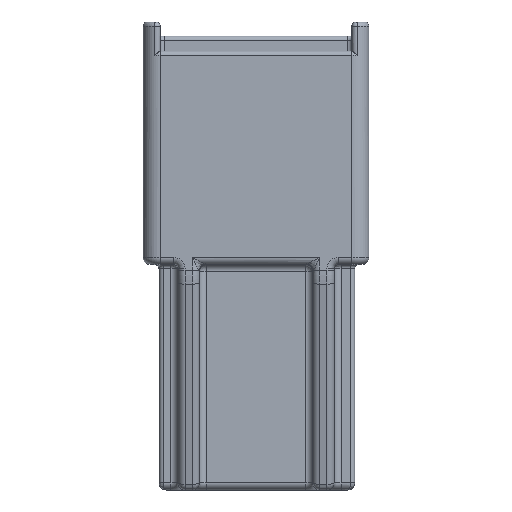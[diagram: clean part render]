
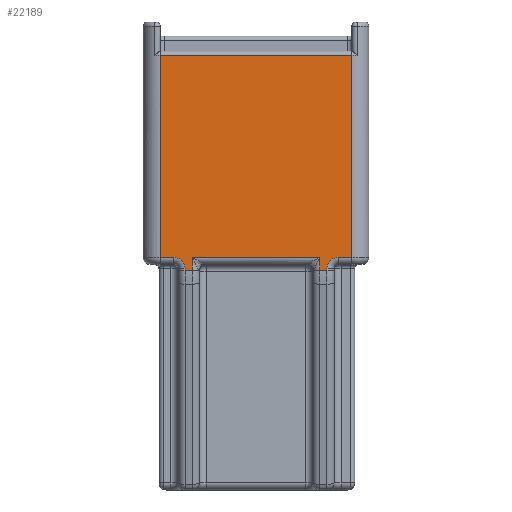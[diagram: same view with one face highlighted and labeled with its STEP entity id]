
A CAD part, front view. The second image highlights one B-rep face of the part: STEP entity #22189.
In plain terms, the highlighted planar face has unit normal (0, -1, 0).
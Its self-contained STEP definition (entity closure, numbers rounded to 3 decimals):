
#3947=DIRECTION('',(1.,0.,0.));
#3948=VECTOR('',#3947,0.962);
#3949=CARTESIAN_POINT('',(-2.425,-6.5,-1.1));
#3950=LINE('',#3949,#3948);
#3956=DIRECTION('',(1.,0.,0.));
#3957=VECTOR('',#3956,0.962);
#3958=CARTESIAN_POINT('',(10.138,-6.5,-1.1));
#3959=LINE('',#3958,#3957);
#3977=CARTESIAN_POINT('',(-0.163,-6.5,-1.1));
#3979=DIRECTION('',(1.,0.,0.));
#3980=VECTOR('',#3979,9.);
#3981=CARTESIAN_POINT('',(-0.163,-6.5,-1.1));
#3982=LINE('',#3981,#3980);
#4010=CARTESIAN_POINT('',(-1.463,-6.5,-1.9));
#4011=DIRECTION('',(0.,1.,0.));
#4012=DIRECTION('',(0.,0.,1.));
#4013=AXIS2_PLACEMENT_3D('',#4010,#4011,#4012);
#4020=DIRECTION('',(0.,0.,1.));
#4021=VECTOR('',#4020,0.905);
#4022=CARTESIAN_POINT('',(-0.163,-6.5,-2.005));
#4023=LINE('',#4022,#4021);
#4024=DIRECTION('',(1.,0.,0.));
#4025=VECTOR('',#4024,0.5);
#4026=CARTESIAN_POINT('',(-0.663,-6.5,-2.005));
#4027=LINE('',#4026,#4025);
#4028=DIRECTION('',(0.,0.,-1.));
#4029=VECTOR('',#4028,0.105);
#4030=CARTESIAN_POINT('',(-0.663,-6.5,-1.9));
#4031=LINE('',#4030,#4029);
#4032=DIRECTION('',(0.,0.,-1.));
#4033=VECTOR('',#4032,14.25);
#4034=CARTESIAN_POINT('',(-2.425,-6.5,13.15));
#4035=LINE('',#4034,#4033);
#4036=DIRECTION('',(-1.,0.,0.));
#4037=VECTOR('',#4036,13.525);
#4038=CARTESIAN_POINT('',(11.1,-6.5,13.15));
#4039=LINE('',#4038,#4037);
#4040=DIRECTION('',(0.,0.,-1.));
#4041=VECTOR('',#4040,14.25);
#4042=CARTESIAN_POINT('',(11.1,-6.5,13.15));
#4043=LINE('',#4042,#4041);
#4044=DIRECTION('',(0.,0.,1.));
#4045=VECTOR('',#4044,0.105);
#4046=CARTESIAN_POINT('',(9.338,-6.5,-2.005));
#4047=LINE('',#4046,#4045);
#4048=DIRECTION('',(1.,0.,0.));
#4049=VECTOR('',#4048,0.5);
#4050=CARTESIAN_POINT('',(8.838,-6.5,-2.005));
#4051=LINE('',#4050,#4049);
#4052=DIRECTION('',(0.,0.,-1.));
#4053=VECTOR('',#4052,0.905);
#4054=CARTESIAN_POINT('',(8.838,-6.5,-1.1));
#4055=LINE('',#4054,#4053);
#4485=CARTESIAN_POINT('',(8.838,-6.5,-1.1));
#4535=CARTESIAN_POINT('',(10.138,-6.5,-1.9));
#4536=DIRECTION('',(0.,1.,0.));
#4537=DIRECTION('',(-1.,0.,0.));
#4538=AXIS2_PLACEMENT_3D('',#4535,#4536,#4537);
#13385=CARTESIAN_POINT('',(-2.425,-6.5,-1.1));
#13386=VERTEX_POINT('',#13385);
#13392=CARTESIAN_POINT('',(11.1,-6.5,-1.1));
#13394=VERTEX_POINT('',#13392);
#13417=CARTESIAN_POINT('',(-0.663,-6.5,-2.005));
#13418=VERTEX_POINT('',#13417);
#13422=CARTESIAN_POINT('',(-0.163,-6.5,-2.005));
#13424=VERTEX_POINT('',#13422);
#13443=CARTESIAN_POINT('',(8.838,-6.5,-2.005));
#13444=VERTEX_POINT('',#13443);
#13446=CARTESIAN_POINT('',(9.338,-6.5,-2.005));
#13448=VERTEX_POINT('',#13446);
#13767=CARTESIAN_POINT('',(-1.463,-6.5,-1.1));
#13768=VERTEX_POINT('',#13767);
#13769=CARTESIAN_POINT('',(-0.663,-6.5,-1.9));
#13770=VERTEX_POINT('',#13769);
#13771=CARTESIAN_POINT('',(9.338,-6.5,-1.9));
#13772=VERTEX_POINT('',#13771);
#13773=CARTESIAN_POINT('',(10.138,-6.5,-1.1));
#13774=VERTEX_POINT('',#13773);
#15554=VERTEX_POINT('',#3977);
#15576=VERTEX_POINT('',#4485);
#15645=CARTESIAN_POINT('',(11.1,-6.5,13.15));
#15646=CARTESIAN_POINT('',(-2.425,-6.5,13.15));
#15647=VERTEX_POINT('',#15645);
#15648=VERTEX_POINT('',#15646);
#22161=CARTESIAN_POINT('',(-3.625,-6.5,0.));
#22162=DIRECTION('',(0.,-1.,0.));
#22163=DIRECTION('',(1.,0.,0.));
#22164=AXIS2_PLACEMENT_3D('',#22161,#22162,#22163);
#22165=PLANE('',#22164);
#22167=ORIENTED_EDGE('',*,*,#22166,.F.);
#22169=ORIENTED_EDGE('',*,*,#22168,.F.);
#22171=ORIENTED_EDGE('',*,*,#22170,.F.);
#22172=ORIENTED_EDGE('',*,*,#22152,.F.);
#22173=ORIENTED_EDGE('',*,*,#22107,.F.);
#22174=ORIENTED_EDGE('',*,*,#21096,.F.);
#22175=ORIENTED_EDGE('',*,*,#21788,.F.);
#22176=ORIENTED_EDGE('',*,*,#21819,.T.);
#22177=ORIENTED_EDGE('',*,*,#22119,.F.);
#22179=ORIENTED_EDGE('',*,*,#22178,.F.);
#22181=ORIENTED_EDGE('',*,*,#22180,.F.);
#22183=ORIENTED_EDGE('',*,*,#22182,.F.);
#22185=ORIENTED_EDGE('',*,*,#22184,.F.);
#22186=ORIENTED_EDGE('',*,*,#22134,.F.);
#22187=EDGE_LOOP('',(#22167,#22169,#22171,#22172,#22173,#22174,#22175,#22176,
#22177,#22179,#22181,#22183,#22185,#22186));
#22188=FACE_OUTER_BOUND('',#22187,.F.);
#22189=ADVANCED_FACE('',(#22188),#22165,.T.);
#4014=CIRCLE('',#4013,0.8);
#4539=CIRCLE('',#4538,0.8);
#21096=EDGE_CURVE('',#15648,#13386,#4035,.T.);
#21788=EDGE_CURVE('',#15647,#15648,#4039,.T.);
#21819=EDGE_CURVE('',#15647,#13394,#4043,.T.);
#22107=EDGE_CURVE('',#13386,#13768,#3950,.T.);
#22119=EDGE_CURVE('',#13774,#13394,#3959,.T.);
#22134=EDGE_CURVE('',#15554,#15576,#3982,.T.);
#22152=EDGE_CURVE('',#13768,#13770,#4014,.T.);
#22166=EDGE_CURVE('',#13424,#15554,#4023,.T.);
#22168=EDGE_CURVE('',#13418,#13424,#4027,.T.);
#22170=EDGE_CURVE('',#13770,#13418,#4031,.T.);
#22178=EDGE_CURVE('',#13772,#13774,#4539,.T.);
#22180=EDGE_CURVE('',#13448,#13772,#4047,.T.);
#22182=EDGE_CURVE('',#13444,#13448,#4051,.T.);
#22184=EDGE_CURVE('',#15576,#13444,#4055,.T.);
